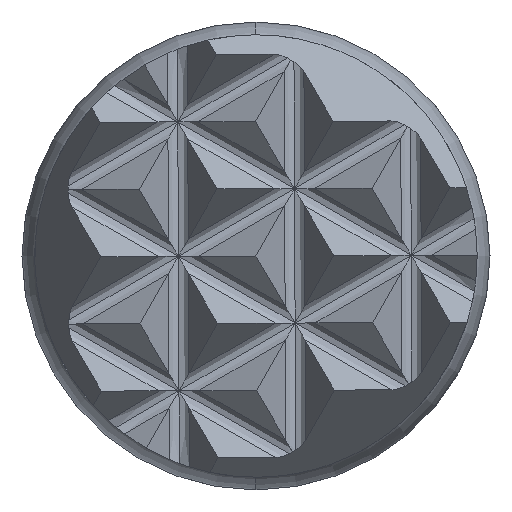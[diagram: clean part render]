
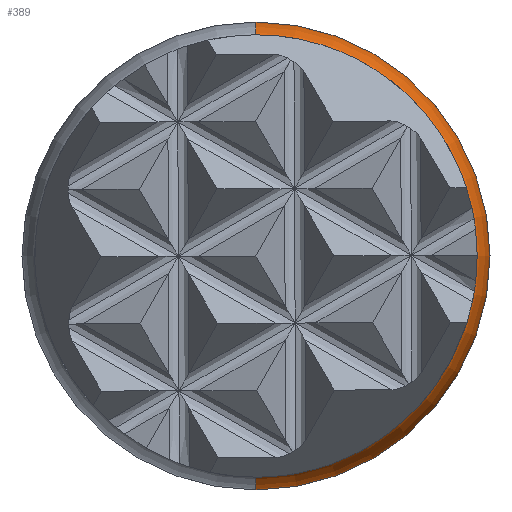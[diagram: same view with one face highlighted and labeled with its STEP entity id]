
A CAD part, left-side view. The second image highlights one B-rep face of the part: STEP entity #389.
In plain terms, the highlighted toroidal (fillet/blend) face has major radius 0.292 mm and minor radius 0.218 mm.
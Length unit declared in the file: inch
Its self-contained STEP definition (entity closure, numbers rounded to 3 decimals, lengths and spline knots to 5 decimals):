
#270 = CARTESIAN_POINT ( 'NONE',  ( 0.05686, 0., 0. ) ) ;
#333 = CARTESIAN_POINT ( 'NONE',  ( 0.05189, 0., -0.01852 ) ) ;
#389 = ADVANCED_FACE ( 'NONE', ( #2950 ), #6652, .T. ) ;
#727 = ORIENTED_EDGE ( 'NONE', *, *, #3667, .T. ) ;
#842 = EDGE_CURVE ( 'NONE', #3999, #1786, #5120, .T. ) ;
#906 = DIRECTION ( 'NONE',  ( 1., 0., 0. ) ) ;
#970 = ORIENTED_EDGE ( 'NONE', *, *, #3919, .F. ) ;
#1016 = CARTESIAN_POINT ( 'NONE',  ( 0.05189, 0., 0. ) ) ;
#1479 = AXIS2_PLACEMENT_3D ( 'NONE', #2337, #6151, #2879 ) ;
#1565 = DIRECTION ( 'NONE',  ( 0., 0., -1. ) ) ;
#1786 = VERTEX_POINT ( 'NONE', #4212 ) ;
#2129 = DIRECTION ( 'NONE',  ( 0., 0., 1. ) ) ;
#2135 = DIRECTION ( 'NONE',  ( 0., 1., 0. ) ) ;
#2163 = CARTESIAN_POINT ( 'NONE',  ( 0.05686, 0., 0.0115 ) ) ;
#2270 = CIRCLE ( 'NONE', #3895, 0.0086 ) ;
#2337 = CARTESIAN_POINT ( 'NONE',  ( 0.05686, 0., 0. ) ) ;
#2378 = VERTEX_POINT ( 'NONE', #4101 ) ;
#2509 = DIRECTION ( 'NONE',  ( 0., 0., -1. ) ) ;
#2535 = DIRECTION ( 'NONE',  ( 0., -1., 0. ) ) ;
#2558 = CARTESIAN_POINT ( 'NONE',  ( 0.05686, 0., -0.0115 ) ) ;
#2618 = VERTEX_POINT ( 'NONE', #333 ) ;
#2879 = DIRECTION ( 'NONE',  ( 0., 0., -1. ) ) ;
#2950 = FACE_OUTER_BOUND ( 'NONE', #4979, .T. ) ;
#3423 = EDGE_CURVE ( 'NONE', #2618, #2378, #2270, .T. ) ;
#3476 = CARTESIAN_POINT ( 'NONE',  ( 0.05189, 0., 0.01852 ) ) ;
#3514 = ORIENTED_EDGE ( 'NONE', *, *, #3423, .T. ) ;
#3615 = CIRCLE ( 'NONE', #1479, 0.0201 ) ;
#3667 = EDGE_CURVE ( 'NONE', #3999, #2618, #5104, .T. ) ;
#3680 = DIRECTION ( 'NONE',  ( 0., 0., -1. ) ) ;
#3895 = AXIS2_PLACEMENT_3D ( 'NONE', #2558, #2535, #2509 ) ;
#3919 = EDGE_CURVE ( 'NONE', #1786, #2378, #3615, .T. ) ;
#3969 = AXIS2_PLACEMENT_3D ( 'NONE', #2163, #2135, #2129 ) ;
#3999 = VERTEX_POINT ( 'NONE', #3476 ) ;
#4101 = CARTESIAN_POINT ( 'NONE',  ( 0.05686, 0., -0.0201 ) ) ;
#4212 = CARTESIAN_POINT ( 'NONE',  ( 0.05686, 0., 0.0201 ) ) ;
#4431 = ORIENTED_EDGE ( 'NONE', *, *, #842, .F. ) ;
#4862 = DIRECTION ( 'NONE',  ( 1., 0., 0. ) ) ;
#4979 = EDGE_LOOP ( 'NONE', ( #4431, #727, #3514, #970 ) ) ;
#5104 = CIRCLE ( 'NONE', #5434, 0.01852 ) ;
#5120 = CIRCLE ( 'NONE', #3969, 0.0086 ) ;
#5434 = AXIS2_PLACEMENT_3D ( 'NONE', #1016, #4862, #1565 ) ;
#5672 = AXIS2_PLACEMENT_3D ( 'NONE', #270, #906, #3680 ) ;
#6151 = DIRECTION ( 'NONE',  ( 1., 0., 0. ) ) ;
#6652 = TOROIDAL_SURFACE ( 'NONE', #5672, 0.0115, 0.0086 ) ;
